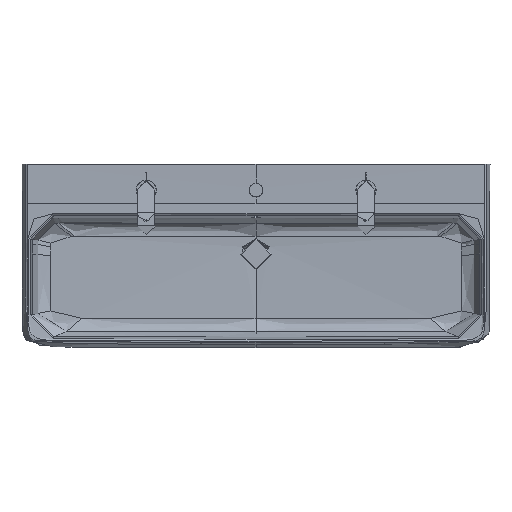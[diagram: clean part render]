
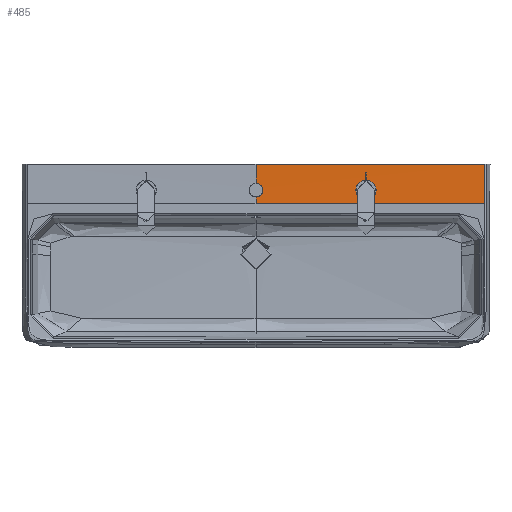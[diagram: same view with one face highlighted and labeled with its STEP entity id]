
A CAD part, top view. The second image highlights one B-rep face of the part: STEP entity #485.
In plain terms, the highlighted free-form (B-spline) face has degree [5, 5] with [6, 9] control points.
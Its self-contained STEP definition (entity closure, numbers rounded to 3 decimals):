
#485=ADVANCED_FACE('',(#1399),#13477,.T.);
#1399=FACE_OUTER_BOUND('',#2331,.T.);
#2331=EDGE_LOOP('',(#4784,#4785,#4786,#4787,#4788,#4789));
#4784=ORIENTED_EDGE('',*,*,#7954,.T.);
#4785=ORIENTED_EDGE('',*,*,#8222,.T.);
#4786=ORIENTED_EDGE('',*,*,#8225,.T.);
#4787=ORIENTED_EDGE('',*,*,#8223,.T.);
#4788=ORIENTED_EDGE('',*,*,#8224,.F.);
#4789=ORIENTED_EDGE('',*,*,#8220,.T.);
#7954=EDGE_CURVE('',#12033,#12027,#10469,.T.);
#8220=EDGE_CURVE('',#12199,#12033,#10712,.T.);
#8222=EDGE_CURVE('',#12027,#11781,#10714,.T.);
#8223=EDGE_CURVE('',#12201,#12200,#10715,.T.);
#8224=EDGE_CURVE('',#12199,#12200,#10716,.T.);
#8225=EDGE_CURVE('',#11781,#12201,#10717,.T.);
#10469=B_SPLINE_CURVE_WITH_KNOTS('',2,(#88484,#88485,#88486),
 .UNSPECIFIED.,.F.,.F.,(3,3),(-586.4,0.069),
 .UNSPECIFIED.);
#10712=B_SPLINE_CURVE_WITH_KNOTS('',5,(#92022,#92023,#92024,#92025,#92026,
#92027,#92028,#92029,#92030),.UNSPECIFIED.,.F.,.F.,(6,3,6),(-440.678,
-365.97,-295.396),.UNSPECIFIED.);
#10714=B_SPLINE_CURVE_WITH_KNOTS('',5,(#92037,#92038,#92039,#92040,#92041,
#92042),.UNSPECIFIED.,.F.,.F.,(6,6),(-141.427,-72.832),
 .UNSPECIFIED.);
#10715=B_SPLINE_CURVE_WITH_KNOTS('',5,(#92043,#92044,#92045,#92046,#92047,
#92048),.UNSPECIFIED.,.F.,.F.,(6,6),(-23.334,0.),.UNSPECIFIED.);
#10716=B_SPLINE_CURVE_WITH_KNOTS('',5,(#92049,#92050,#92051,#92052,#92053,
#92054),.UNSPECIFIED.,.F.,.F.,(6,6),(-586.467,0.),.UNSPECIFIED.);
#10717=B_SPLINE_CURVE_WITH_KNOTS('',3,(#92055,#92056,#92057,#92058,#92059,
#92060,#92061,#92062,#92063,#92064,#92065,#92066,#92067,#92068,#92069,#92070,
#92071,#92072),.UNSPECIFIED.,.F.,.F.,(4,2,2,2,2,2,2,2,4),(0.,9.711,
19.433,29.13,38.827,48.545,58.278,
68.014,77.75),.UNSPECIFIED.);
#11781=VERTEX_POINT('',#85876);
#12027=VERTEX_POINT('',#86122);
#12033=VERTEX_POINT('',#86128);
#12199=VERTEX_POINT('',#86294);
#12200=VERTEX_POINT('',#86295);
#12201=VERTEX_POINT('',#86296);
#13477=B_SPLINE_SURFACE_WITH_KNOTS('',5,5,((#43246,#43247,#43248,#43249,
#43250,#43251,#43252,#43253,#43254),(#43255,#43256,#43257,#43258,#43259,
#43260,#43261,#43262,#43263),(#43264,#43265,#43266,#43267,#43268,#43269,
#43270,#43271,#43272),(#43273,#43274,#43275,#43276,#43277,#43278,#43279,
#43280,#43281),(#43282,#43283,#43284,#43285,#43286,#43287,#43288,#43289,
#43290),(#43291,#43292,#43293,#43294,#43295,#43296,#43297,#43298,#43299)),
 .UNSPECIFIED.,.F.,.F.,.F.,(6,6),(6,3,6),(0.,100.002),(-589.931,
0.069,590.069),.UNSPECIFIED.);
#43246=CARTESIAN_POINT('',(589.883,135.009,75.439));
#43247=CARTESIAN_POINT('',(471.883,135.009,75.439));
#43248=CARTESIAN_POINT('',(353.883,135.009,75.439));
#43249=CARTESIAN_POINT('',(235.883,135.009,75.439));
#43250=CARTESIAN_POINT('',(-0.117,135.009,75.439));
#43251=CARTESIAN_POINT('',(-236.117,135.009,75.439));
#43252=CARTESIAN_POINT('',(-354.117,135.009,75.439));
#43253=CARTESIAN_POINT('',(-472.117,135.009,75.439));
#43254=CARTESIAN_POINT('',(-590.117,135.009,75.439));
#43255=CARTESIAN_POINT('',(589.883,155.009,75.439));
#43256=CARTESIAN_POINT('',(471.883,155.009,75.439));
#43257=CARTESIAN_POINT('',(353.883,155.009,75.439));
#43258=CARTESIAN_POINT('',(235.883,155.009,75.439));
#43259=CARTESIAN_POINT('',(-0.117,155.009,75.439));
#43260=CARTESIAN_POINT('',(-236.117,155.009,75.439));
#43261=CARTESIAN_POINT('',(-354.117,155.009,75.439));
#43262=CARTESIAN_POINT('',(-472.117,155.009,75.439));
#43263=CARTESIAN_POINT('',(-590.117,155.009,75.439));
#43264=CARTESIAN_POINT('',(589.883,175.01,75.439));
#43265=CARTESIAN_POINT('',(471.883,175.01,75.439));
#43266=CARTESIAN_POINT('',(353.883,175.01,75.439));
#43267=CARTESIAN_POINT('',(235.883,175.01,75.439));
#43268=CARTESIAN_POINT('',(-0.117,175.01,75.439));
#43269=CARTESIAN_POINT('',(-236.117,175.01,75.439));
#43270=CARTESIAN_POINT('',(-354.117,175.01,75.439));
#43271=CARTESIAN_POINT('',(-472.117,175.01,75.439));
#43272=CARTESIAN_POINT('',(-590.117,175.01,75.439));
#43273=CARTESIAN_POINT('',(589.883,195.011,75.439));
#43274=CARTESIAN_POINT('',(471.883,195.011,75.559));
#43275=CARTESIAN_POINT('',(353.883,195.011,75.649));
#43276=CARTESIAN_POINT('',(235.883,195.011,75.709));
#43277=CARTESIAN_POINT('',(-0.117,195.011,75.769));
#43278=CARTESIAN_POINT('',(-236.117,195.011,75.709));
#43279=CARTESIAN_POINT('',(-354.117,195.011,75.649));
#43280=CARTESIAN_POINT('',(-472.117,195.011,75.559));
#43281=CARTESIAN_POINT('',(-590.117,195.011,75.439));
#43282=CARTESIAN_POINT('',(589.883,215.01,75.439));
#43283=CARTESIAN_POINT('',(471.883,215.01,75.679));
#43284=CARTESIAN_POINT('',(353.883,215.01,75.859));
#43285=CARTESIAN_POINT('',(235.883,215.01,75.979));
#43286=CARTESIAN_POINT('',(-0.117,215.01,76.099));
#43287=CARTESIAN_POINT('',(-236.117,215.01,75.979));
#43288=CARTESIAN_POINT('',(-354.117,215.01,75.859));
#43289=CARTESIAN_POINT('',(-472.117,215.01,75.679));
#43290=CARTESIAN_POINT('',(-590.117,215.01,75.439));
#43291=CARTESIAN_POINT('',(589.883,235.009,75.439));
#43292=CARTESIAN_POINT('',(471.883,235.009,75.839));
#43293=CARTESIAN_POINT('',(353.883,235.009,76.139));
#43294=CARTESIAN_POINT('',(235.883,235.009,76.339));
#43295=CARTESIAN_POINT('',(-0.117,235.009,76.539));
#43296=CARTESIAN_POINT('',(-236.117,235.009,76.339));
#43297=CARTESIAN_POINT('',(-354.117,235.009,76.139));
#43298=CARTESIAN_POINT('',(-472.117,235.009,75.839));
#43299=CARTESIAN_POINT('',(-590.117,235.009,75.439));
#85876=CARTESIAN_POINT('',(-0.117,186.509,75.674));
#86122=CARTESIAN_POINT('',(-0.117,235.009,76.439));
#86128=CARTESIAN_POINT('',(586.353,235.009,75.45));
#86294=CARTESIAN_POINT('',(586.35,135.009,75.439));
#86295=CARTESIAN_POINT('',(-0.117,135.009,75.439));
#86296=CARTESIAN_POINT('',(-0.117,151.509,75.45));
#88484=CARTESIAN_POINT('',(586.353,235.009,75.45));
#88485=CARTESIAN_POINT('',(293.118,235.009,76.439));
#88486=CARTESIAN_POINT('',(-0.117,235.009,76.439));
#92022=CARTESIAN_POINT('',(586.35,135.009,75.439));
#92023=CARTESIAN_POINT('',(586.35,144.991,75.439));
#92024=CARTESIAN_POINT('',(586.35,154.535,75.439));
#92025=CARTESIAN_POINT('',(586.35,163.887,75.439));
#92026=CARTESIAN_POINT('',(586.35,184.379,75.441));
#92027=CARTESIAN_POINT('',(586.351,204.871,75.444));
#92028=CARTESIAN_POINT('',(586.351,214.942,75.446));
#92029=CARTESIAN_POINT('',(586.352,224.997,75.448));
#92030=CARTESIAN_POINT('',(586.353,235.009,75.45));
#92037=CARTESIAN_POINT('',(-0.117,235.009,76.439));
#92038=CARTESIAN_POINT('',(-0.117,225.309,76.245));
#92039=CARTESIAN_POINT('',(-0.117,215.609,76.074));
#92040=CARTESIAN_POINT('',(-0.117,205.909,75.916));
#92041=CARTESIAN_POINT('',(-0.117,196.209,75.78));
#92042=CARTESIAN_POINT('',(-0.117,186.509,75.674));
#92043=CARTESIAN_POINT('',(-0.117,151.509,75.45));
#92044=CARTESIAN_POINT('',(-0.117,148.209,75.444));
#92045=CARTESIAN_POINT('',(-0.117,144.909,75.44));
#92046=CARTESIAN_POINT('',(-0.117,141.609,75.439));
#92047=CARTESIAN_POINT('',(-0.117,138.309,75.439));
#92048=CARTESIAN_POINT('',(-0.117,135.009,75.439));
#92049=CARTESIAN_POINT('',(586.35,135.009,75.439));
#92050=CARTESIAN_POINT('',(469.057,135.009,75.439));
#92051=CARTESIAN_POINT('',(351.763,135.009,75.439));
#92052=CARTESIAN_POINT('',(234.47,135.009,75.439));
#92053=CARTESIAN_POINT('',(117.177,135.009,75.439));
#92054=CARTESIAN_POINT('',(-0.117,135.009,75.439));
#92055=CARTESIAN_POINT('',(-0.117,186.509,75.674));
#92056=CARTESIAN_POINT('',(2.19,186.509,75.674));
#92057=CARTESIAN_POINT('',(4.482,186.048,75.668));
#92058=CARTESIAN_POINT('',(8.711,184.292,75.649));
#92059=CARTESIAN_POINT('',(10.646,182.996,75.636));
#92060=CARTESIAN_POINT('',(13.877,179.762,75.605));
#92061=CARTESIAN_POINT('',(15.167,177.832,75.587));
#92062=CARTESIAN_POINT('',(16.917,173.624,75.553));
#92063=CARTESIAN_POINT('',(17.376,171.347,75.536));
#92064=CARTESIAN_POINT('',(17.39,166.772,75.507));
#92065=CARTESIAN_POINT('',(16.942,164.482,75.495));
#92066=CARTESIAN_POINT('',(15.202,160.242,75.476));
#92067=CARTESIAN_POINT('',(13.909,158.295,75.469));
#92068=CARTESIAN_POINT('',(10.673,155.041,75.458));
#92069=CARTESIAN_POINT('',(8.73,153.735,75.455));
#92070=CARTESIAN_POINT('',(4.486,151.969,75.451));
#92071=CARTESIAN_POINT('',(2.187,151.509,75.45));
#92072=CARTESIAN_POINT('',(-0.117,151.509,75.45));
